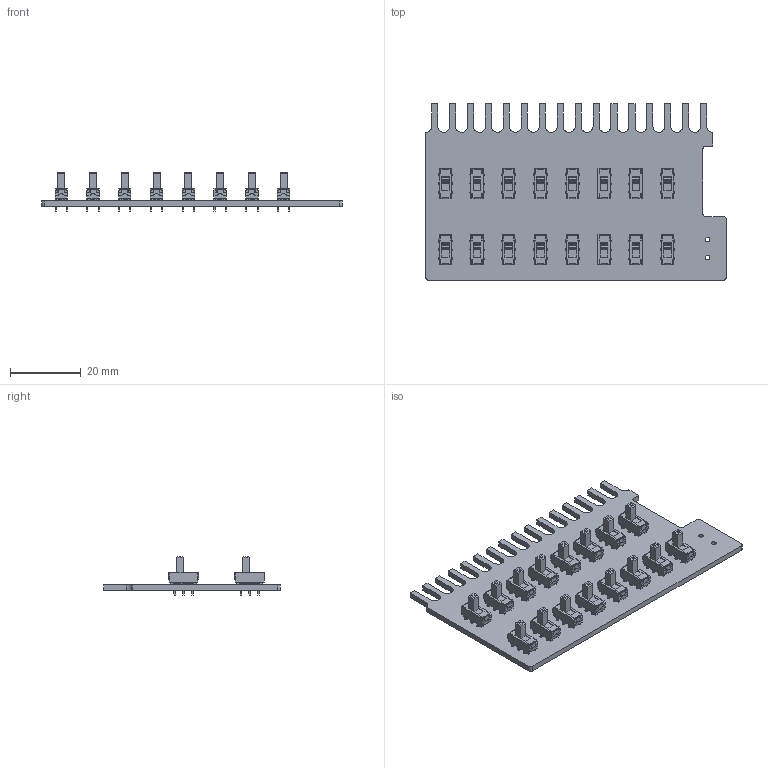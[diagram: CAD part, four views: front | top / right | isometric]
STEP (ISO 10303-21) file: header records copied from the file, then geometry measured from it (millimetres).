
FILE_DESCRIPTION(('KiCad electronic assembly'),'2;1');
FILE_NAME('SiemensSimaticS7ExpansionBoard.step','2023-01-16T07:50:02',( 'Pcbnew'),('Kicad'),'Open CASCADE STEP processor 7.6', 'KiCad to STEP converter','Unknown');
FILE_SCHEMA(('AUTOMOTIVE_DESIGN { 1 0 10303 214 1 1 1 1 }'));
Length unit declared in the file: millimetre
Products named in the file (4): SiemensSimaticS7ExpansionBoard 1; EG1271A; COMPOUND; SiemensET200BExpansionBoard PCB
Assembly tree (18 placements, depth 3):
  SiemensSimaticS7ExpansionBoard 1
    EG1271A  x16
      COMPOUND
    SiemensET200BExpansionBoard PCB
Bounding box: 85.14 x 49.99 x 10.9 mm (x, y, z)
Volume: 7542.7 mm3; surface area: 12914.1 mm2
Topology: 145 solids, 145 shells, 3249 faces, 8509 edges, 5566 vertices
Faces by surface type: plane 3033, cylinder 216
Full cylindrical faces by diameter (mm): 0.8 x96, 1.3 x2
Entity records: 25747 total; most frequent: CARTESIAN_POINT 4172, DIRECTION 4094, LINE 2568, VECTOR 2568, ORIENTED_EDGE 2048, PCURVE 2048, DEFINITIONAL_REPRESENTATION 2048, EDGE_CURVE 1024
